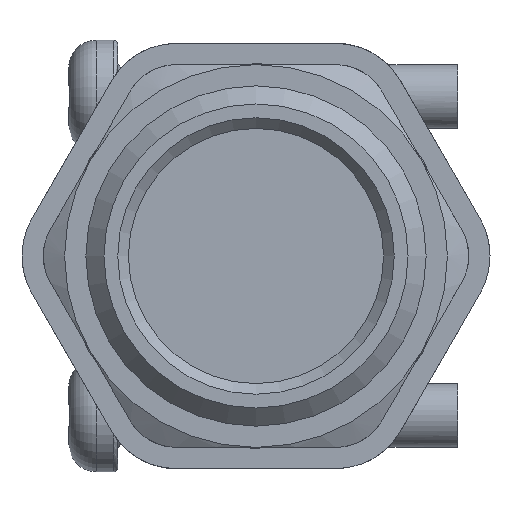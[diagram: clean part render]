
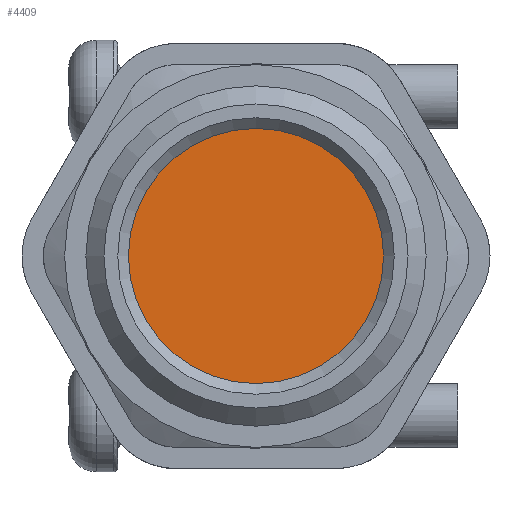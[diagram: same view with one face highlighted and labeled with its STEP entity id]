
A CAD part, front view. The second image highlights one B-rep face of the part: STEP entity #4409.
In plain terms, the highlighted planar face has unit normal (0, -1, 0).
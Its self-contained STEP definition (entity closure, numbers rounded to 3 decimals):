
#543=FACE_OUTER_BOUND('',#798,.T.);
#798=EDGE_LOOP('',(#3536));
#1038=CIRCLE('',#4794,6.);
#1904=VERTEX_POINT('',#7381);
#2480=EDGE_CURVE('',#1904,#1904,#1038,.T.);
#3536=ORIENTED_EDGE('',*,*,#2480,.T.);
#4248=PLANE('',#4793);
#4409=ADVANCED_FACE('',(#543),#4248,.F.);
#4793=AXIS2_PLACEMENT_3D('',#7380,#5649,#5650);
#4794=AXIS2_PLACEMENT_3D('',#7382,#5651,#5652);
#5649=DIRECTION('center_axis',(0.,1.,0.));
#5650=DIRECTION('ref_axis',(0.,0.,1.));
#5651=DIRECTION('center_axis',(0.,-1.,0.));
#5652=DIRECTION('ref_axis',(-1.,0.,0.));
#7380=CARTESIAN_POINT('Origin',(-2.381,0.117,0.));
#7381=CARTESIAN_POINT('',(3.619,0.117,0.));
#7382=CARTESIAN_POINT('Origin',(-2.381,0.117,0.));
